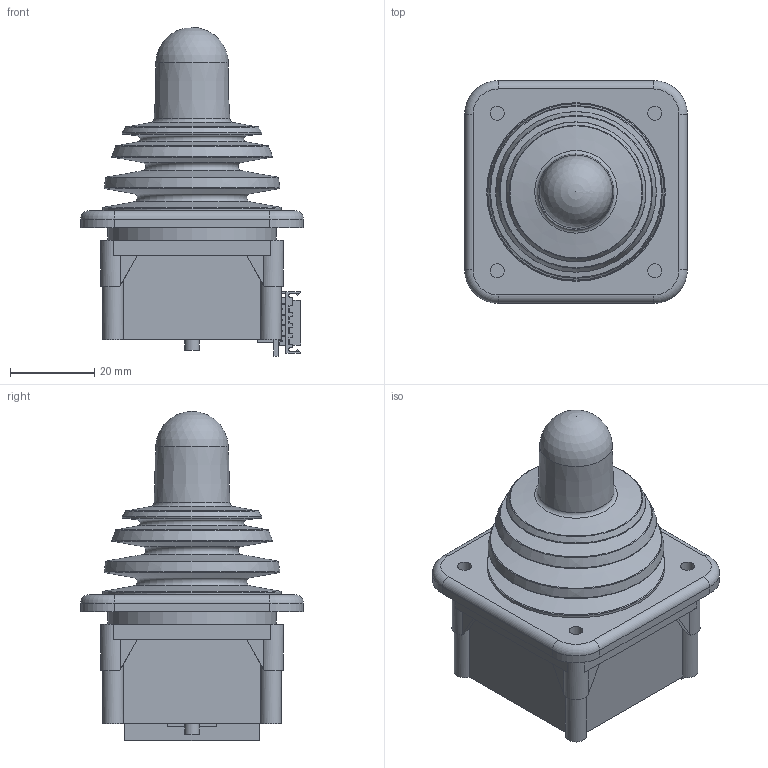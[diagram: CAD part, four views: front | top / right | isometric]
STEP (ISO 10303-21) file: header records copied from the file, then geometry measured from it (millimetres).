
FILE_DESCRIPTION(/* description */ (''),/* implementation_level */ '2;1');
FILE_NAME(/* name */ '197-0120_vereinfacht.stp',/* time_stamp */ '2024-12-09T11:38:07+01:00',/* author */ ('fdm'),/* organization */ (''),/* preprocessor_version */ 'ST-DEVELOPER v18.1',/* originating_system */ 'Autodesk Inventor 2021',/* authorisation */ '');
FILE_SCHEMA (('AUTOMOTIVE_DESIGN { 1 0 10303 214 3 1 1 }'));
Length unit declared in the file: millimetre
Products named in the file (1): 197-0120_vereinfacht
Bounding box: 53 x 53 x 78.3 mm (x, y, z)
Volume: 76717.4 mm3; surface area: 18802.5 mm2
Topology: 2 solids, 2 shells, 613 faces, 1802 edges, 1196 vertices
Faces by surface type: plane 463, cylinder 123, torus 15, cone 8, bspline 3, sphere 1
Full cylindrical faces by diameter (mm): 3.3 x4, 3.5 x1, 40 x1, 42.5 x1
Entity records: 20420 total; most frequent: CARTESIAN_POINT 3689, ORIENTED_EDGE 3602, DIRECTION 3351, EDGE_CURVE 1801, LINE 1473, VECTOR 1473, VERTEX_POINT 1196, AXIS2_PLACEMENT_3D 939
